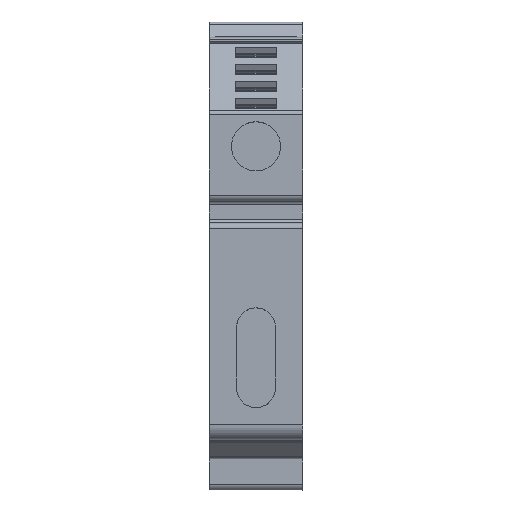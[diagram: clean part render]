
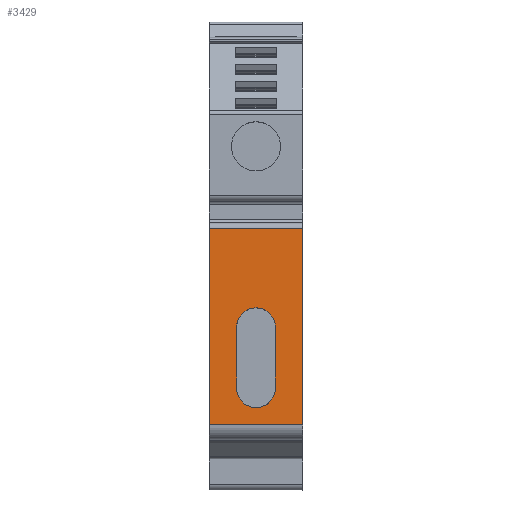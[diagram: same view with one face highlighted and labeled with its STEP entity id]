
A CAD part, top view. The second image highlights one B-rep face of the part: STEP entity #3429.
In plain terms, the highlighted planar face has unit normal (0, 0, 1).
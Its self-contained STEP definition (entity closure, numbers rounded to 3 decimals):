
#3366=AXIS2_PLACEMENT_3D('Plane Axis2P3D',#3363,#3364,#3365) ;
#3381=AXIS2_PLACEMENT_3D('Circle Axis2P3D',#3379,#3380,$) ;
#3397=AXIS2_PLACEMENT_3D('Circle Axis2P3D',#3395,#3396,$) ;
#3404=AXIS2_PLACEMENT_3D('Circle Axis2P3D',#3402,#3403,$) ;
#3418=AXIS2_PLACEMENT_3D('Circle Axis2P3D',#3416,#3417,$) ;
#1032=CARTESIAN_POINT('Vertex',(0.,8.299,46.25)) ;
#1035=CARTESIAN_POINT('Line Origine',(0.,20.875,46.25)) ;
#1039=CARTESIAN_POINT('Vertex',(0.,33.45,46.25)) ;
#1358=CARTESIAN_POINT('Vertex',(12.,33.45,46.25)) ;
#1361=CARTESIAN_POINT('Line Origine',(12.,20.875,46.25)) ;
#1365=CARTESIAN_POINT('Vertex',(12.,8.299,46.25)) ;
#3351=CARTESIAN_POINT('Line Origine',(5.39,33.45,46.25)) ;
#3363=CARTESIAN_POINT('Axis2P3D Location',(6.,48.05,46.25)) ;
#3368=CARTESIAN_POINT('Line Origine',(6.,8.299,46.25)) ;
#3379=CARTESIAN_POINT('Axis2P3D Location',(6.,20.8,46.25)) ;
#3383=CARTESIAN_POINT('Vertex',(8.5,20.8,46.25)) ;
#3385=CARTESIAN_POINT('Vertex',(6.,23.3,46.25)) ;
#3388=CARTESIAN_POINT('Line Origine',(8.5,16.9,46.25)) ;
#3392=CARTESIAN_POINT('Vertex',(8.5,13.,46.25)) ;
#3395=CARTESIAN_POINT('Axis2P3D Location',(6.,13.,46.25)) ;
#3399=CARTESIAN_POINT('Vertex',(6.,10.5,46.25)) ;
#3402=CARTESIAN_POINT('Axis2P3D Location',(6.,13.,46.25)) ;
#3406=CARTESIAN_POINT('Vertex',(3.5,13.,46.25)) ;
#3409=CARTESIAN_POINT('Line Origine',(3.5,16.9,46.25)) ;
#3413=CARTESIAN_POINT('Vertex',(3.5,20.8,46.25)) ;
#3416=CARTESIAN_POINT('Axis2P3D Location',(6.,20.8,46.25)) ;
#1036=DIRECTION('Vector Direction',(0.,-1.,0.)) ;
#1362=DIRECTION('Vector Direction',(0.,-1.,0.)) ;
#3352=DIRECTION('Vector Direction',(1.,0.,0.)) ;
#3364=DIRECTION('Axis2P3D Direction',(0.,0.,1.)) ;
#3365=DIRECTION('Axis2P3D XDirection',(0.,-1.,0.)) ;
#3369=DIRECTION('Vector Direction',(-1.,0.,0.)) ;
#3380=DIRECTION('Axis2P3D Direction',(0.,0.,1.)) ;
#3389=DIRECTION('Vector Direction',(0.,-1.,0.)) ;
#3396=DIRECTION('Axis2P3D Direction',(0.,0.,1.)) ;
#3403=DIRECTION('Axis2P3D Direction',(0.,0.,1.)) ;
#3410=DIRECTION('Vector Direction',(0.,-1.,0.)) ;
#3417=DIRECTION('Axis2P3D Direction',(0.,0.,1.)) ;
#1037=VECTOR('Line Direction',#1036,1.) ;
#1363=VECTOR('Line Direction',#1362,1.) ;
#3353=VECTOR('Line Direction',#3352,1.) ;
#3370=VECTOR('Line Direction',#3369,1.) ;
#3390=VECTOR('Line Direction',#3389,1.) ;
#3411=VECTOR('Line Direction',#3410,1.) ;
#3374=ORIENTED_EDGE('',*,*,#1367,.F.) ;
#3375=ORIENTED_EDGE('',*,*,#3355,.T.) ;
#3376=ORIENTED_EDGE('',*,*,#1041,.T.) ;
#3377=ORIENTED_EDGE('',*,*,#3372,.F.) ;
#3422=ORIENTED_EDGE('',*,*,#3387,.F.) ;
#3423=ORIENTED_EDGE('',*,*,#3394,.F.) ;
#3424=ORIENTED_EDGE('',*,*,#3401,.F.) ;
#3425=ORIENTED_EDGE('',*,*,#3408,.F.) ;
#3426=ORIENTED_EDGE('',*,*,#3415,.F.) ;
#3427=ORIENTED_EDGE('',*,*,#3420,.F.) ;
#3428=FACE_BOUND('',#3421,.T.) ;
#3429=ADVANCED_FACE('KLTR',(#3378,#3428),#3367,.T.) ;
#3382=CIRCLE('generated circle',#3381,2.5) ;
#3398=CIRCLE('generated circle',#3397,2.5) ;
#3405=CIRCLE('generated circle',#3404,2.5) ;
#3419=CIRCLE('generated circle',#3418,2.5) ;
#1041=EDGE_CURVE('',#1040,#1033,#1038,.T.) ;
#1367=EDGE_CURVE('',#1359,#1366,#1364,.T.) ;
#3355=EDGE_CURVE('',#1359,#1040,#3354,.F.) ;
#3372=EDGE_CURVE('',#1366,#1033,#3371,.T.) ;
#3387=EDGE_CURVE('',#3384,#3386,#3382,.T.) ;
#3394=EDGE_CURVE('',#3393,#3384,#3391,.F.) ;
#3401=EDGE_CURVE('',#3400,#3393,#3398,.T.) ;
#3408=EDGE_CURVE('',#3407,#3400,#3405,.T.) ;
#3415=EDGE_CURVE('',#3414,#3407,#3412,.T.) ;
#3420=EDGE_CURVE('',#3386,#3414,#3419,.T.) ;
#3373=EDGE_LOOP('',(#3374,#3375,#3376,#3377)) ;
#3421=EDGE_LOOP('',(#3422,#3423,#3424,#3425,#3426,#3427)) ;
#3378=FACE_OUTER_BOUND('',#3373,.T.) ;
#1038=LINE('Line',#1035,#1037) ;
#1364=LINE('Line',#1361,#1363) ;
#3354=LINE('Line',#3351,#3353) ;
#3371=LINE('Line',#3368,#3370) ;
#3391=LINE('Line',#3388,#3390) ;
#3412=LINE('Line',#3409,#3411) ;
#3367=PLANE('',#3366) ;
#1033=VERTEX_POINT('',#1032) ;
#1040=VERTEX_POINT('',#1039) ;
#1359=VERTEX_POINT('',#1358) ;
#1366=VERTEX_POINT('',#1365) ;
#3384=VERTEX_POINT('',#3383) ;
#3386=VERTEX_POINT('',#3385) ;
#3393=VERTEX_POINT('',#3392) ;
#3400=VERTEX_POINT('',#3399) ;
#3407=VERTEX_POINT('',#3406) ;
#3414=VERTEX_POINT('',#3413) ;
